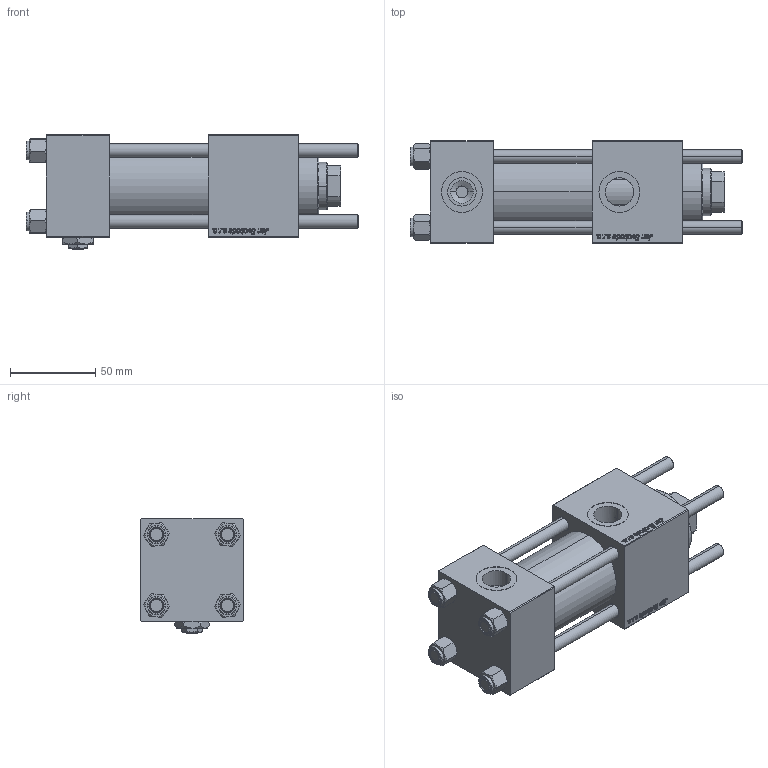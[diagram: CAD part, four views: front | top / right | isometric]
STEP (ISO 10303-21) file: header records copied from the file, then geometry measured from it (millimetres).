
FILE_DESCRIPTION (( 'STEP AP203' ), '1' );
FILE_NAME ('c1f0.STEP', '2023-08-22T18:45:49', ( '' ), ( '' ), 'SwSTEP 2.0', 'SolidWorks 2019', '' );
FILE_SCHEMA (( 'CONFIG_CONTROL_DESIGN' ));
Length unit declared in the file: millimetre
Products named in the file (7): V215CR_VCP_B 30c655f7fd598a023530312c13269020; NUT_M5_B 30c655f7fd598a023530312c13269020; V215CR_B_TYCINKA 30c655f7fd598a023530312c13269020; c1f0; V215_VC_A 30c655f7fd598a023530312c13269020; Zatka_pro_OIL_PORT 30c655f7fd598a023530312c13269020; V215CR_B-1 30c655f7fd598a023530312c13269020
Assembly tree (12 placements, depth 2):
  c1f0
    V215CR_B-1 30c655f7fd598a023530312c13269020
    V215CR_VCP_B 30c655f7fd598a023530312c13269020
    NUT_M5_B 30c655f7fd598a023530312c13269020  x4
    V215CR_B_TYCINKA 30c655f7fd598a023530312c13269020  x4
    V215_VC_A 30c655f7fd598a023530312c13269020
    Zatka_pro_OIL_PORT 30c655f7fd598a023530312c13269020
Bounding box: 195 x 60 x 67 mm (x, y, z)
Volume: 434218.1 mm3; surface area: 121508.3 mm2
Topology: 12 solids, 12 shells, 1211 faces, 3061 edges, 1983 vertices
Faces by surface type: bspline 504, plane 457, cone 158, cylinder 84, torus 8
Entity records: 58594 total; most frequent: CARTESIAN_POINT 34553, ORIENTED_EDGE 5614, DIRECTION 3145, EDGE_CURVE 2807, VERTEX_POINT 1839, LINE 1487, VECTOR 1487, EDGE_LOOP 1220
